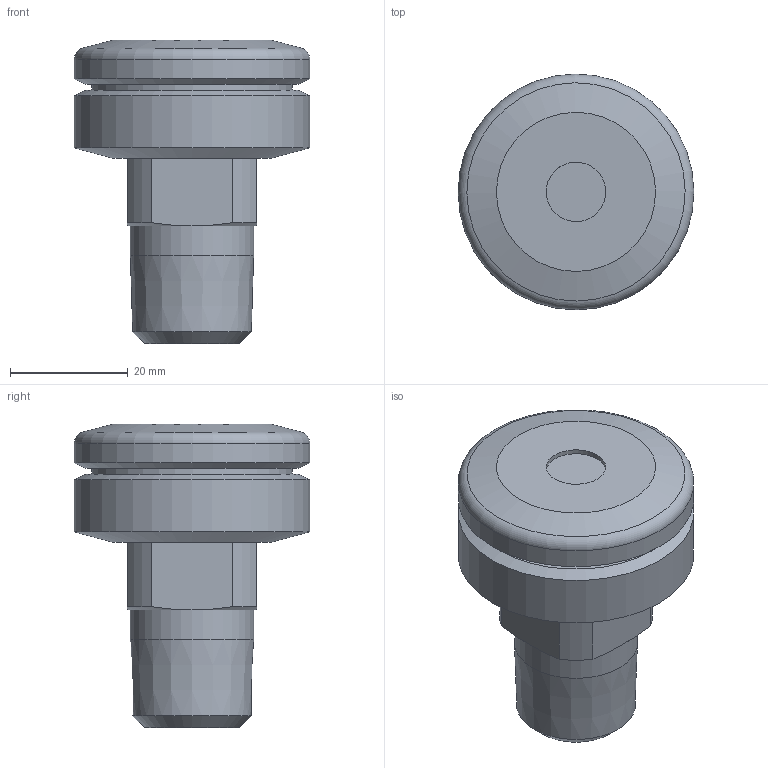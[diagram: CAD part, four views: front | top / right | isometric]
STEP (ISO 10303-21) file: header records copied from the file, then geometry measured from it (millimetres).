
FILE_DESCRIPTION(/* description */ (''),/* implementation_level */ '2;1');
FILE_NAME(/* name */ '32002W.stp',/* time_stamp */ '2018-02-02T13:18:11+01:00',/* author */ ('acgl'),/* organization */ (''),/* preprocessor_version */ 'ST-DEVELOPER v15.6',/* originating_system */ 'Autodesk Inventor 2015',/* authorisation */ '');
FILE_SCHEMA (('AUTOMOTIVE_DESIGN { 1 0 10303 214 3 1 1 }'));
Length unit declared in the file: centimetre
Products named in the file (1): 32002W
Bounding box: 40 x 40 x 51.5 mm (x, y, z)
Volume: 34927.6 mm3; surface area: 7169.4 mm2
Topology: 1 solids, 1 shells, 31 faces, 61 edges, 37 vertices
Faces by surface type: plane 11, cone 10, cylinder 9, torus 1
Full cylindrical faces by diameter (mm): 10.1 x1, 20.925 x1, 34 x1, 40 x2
Entity records: 804 total; most frequent: DIRECTION 134, CARTESIAN_POINT 134, ORIENTED_EDGE 98, AXIS2_PLACEMENT_3D 61, EDGE_CURVE 49, EDGE_LOOP 48, VERTEX_POINT 37, STYLED_ITEM 32
